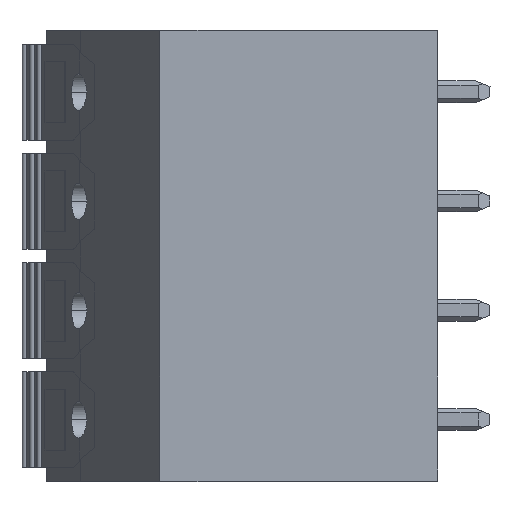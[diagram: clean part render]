
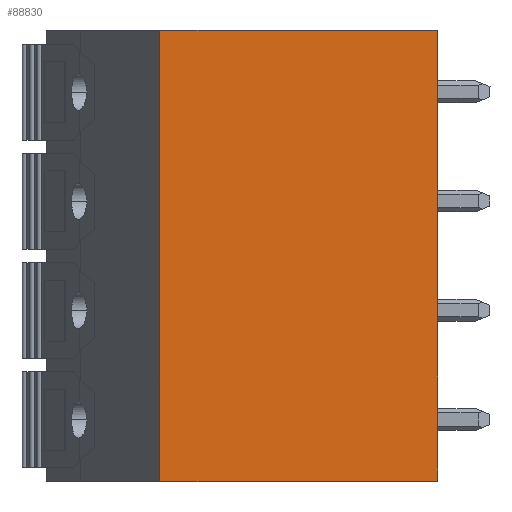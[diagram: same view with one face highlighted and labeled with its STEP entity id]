
A CAD part, left-side view. The second image highlights one B-rep face of the part: STEP entity #88830.
In plain terms, the highlighted face is planar.
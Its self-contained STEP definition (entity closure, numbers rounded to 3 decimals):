
#440=CARTESIAN_POINT('',(5.749,34.916,
-6.185));
#450=VERTEX_POINT('',#440);
#1160=CARTESIAN_POINT('',(-3.782,18.408,
-6.185));
#1170=VERTEX_POINT('',#1160);
#1200=CARTESIAN_POINT('',(-14.41,0.,-6.185));
#1210=DIRECTION('',(0.5,0.866,
0.));
#1220=VECTOR('',#1210,1.);
#1230=LINE('',#1200,#1220);
#1240=EDGE_CURVE('',#1170,#450,#1230,.T.);
#87520=CARTESIAN_POINT('',(5.749,34.916,0.));
#87530=DIRECTION('',(0.,0.,1.));
#87540=VECTOR('',#87530,1.);
#87550=LINE('',#87520,#87540);
#87560=CARTESIAN_POINT('',(5.749,34.916,
-36.185));
#87570=VERTEX_POINT('',#87560);
#87580=EDGE_CURVE('',#87570,#450,#87550,.T.);
#87600=CARTESIAN_POINT('',(5.749,34.916,
-30.074));
#87610=DIRECTION('',(0.,0.,1.));
#87620=VECTOR('',#87610,1.);
#87630=LINE('',#87600,#87620);
#87640=CARTESIAN_POINT('',(5.749,34.916,
-37.185));
#87650=VERTEX_POINT('',#87640);
#87660=EDGE_CURVE('',#87650,#87570,#87630,.T.);
#88430=CARTESIAN_POINT('',(5.036,33.681,
-32.506));
#88440=DIRECTION('',(0.866,-0.5,
0.));
#88450=DIRECTION('',(0.5,0.866,
0.));
#88460=AXIS2_PLACEMENT_3D('',#88430,#88440,#88450);
#88470=PLANE('',#88460);
#88480=ORIENTED_EDGE('',*,*,#87580,.F.);
#88490=ORIENTED_EDGE('',*,*,#1240,.T.);
#88500=CARTESIAN_POINT('',(-3.782,18.408,-15.));
#88510=DIRECTION('',(0.,0.,-1.));
#88520=VECTOR('',#88510,1.);
#88530=LINE('',#88500,#88520);
#88540=CARTESIAN_POINT('',(-3.782,18.408,
-36.185));
#88550=VERTEX_POINT('',#88540);
#88560=EDGE_CURVE('',#1170,#88550,#88530,.T.);
#88570=ORIENTED_EDGE('',*,*,#88560,.F.);
#88580=CARTESIAN_POINT('',(-3.782,18.408,
-30.074));
#88590=DIRECTION('',(0.,0.,1.));
#88600=VECTOR('',#88590,1.);
#88610=LINE('',#88580,#88600);
#88620=CARTESIAN_POINT('',(-3.782,18.408,
-36.385));
#88630=VERTEX_POINT('',#88620);
#88640=EDGE_CURVE('',#88630,#88550,#88610,.T.);
#88650=ORIENTED_EDGE('',*,*,#88640,.T.);
#88660=CARTESIAN_POINT('',(-3.782,18.408,
-36.385));
#88670=DIRECTION('',(0.,0.,-1.));
#88680=VECTOR('',#88670,1.);
#88690=LINE('',#88660,#88680);
#88700=CARTESIAN_POINT('',(-3.782,18.408,
-37.185));
#88710=VERTEX_POINT('',#88700);
#88720=EDGE_CURVE('',#88630,#88710,#88690,.T.);
#88730=ORIENTED_EDGE('',*,*,#88720,.F.);
#88740=CARTESIAN_POINT('',(-14.41,0.,
-37.185));
#88750=DIRECTION('',(0.5,0.866,
0.));
#88760=VECTOR('',#88750,1.);
#88770=LINE('',#88740,#88760);
#88780=EDGE_CURVE('',#88710,#87650,#88770,.T.);
#88790=ORIENTED_EDGE('',*,*,#88780,.F.);
#88800=ORIENTED_EDGE('',*,*,#87660,.F.);
#88810=EDGE_LOOP('',(#88800,#88790,#88730,#88650,#88570,#88490,#88480));
#88820=FACE_OUTER_BOUND('',#88810,.T.);
#88830=ADVANCED_FACE('',(#88820),#88470,.F.);
